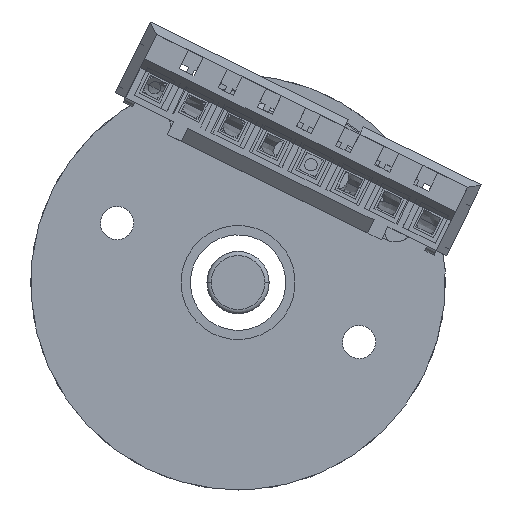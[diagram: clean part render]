
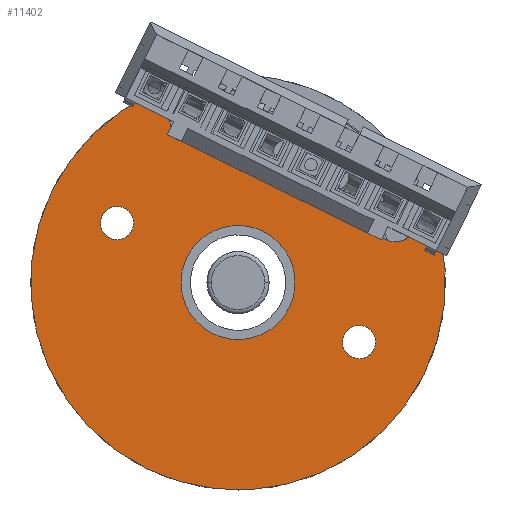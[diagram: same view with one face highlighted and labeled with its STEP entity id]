
A CAD part, front view. The second image highlights one B-rep face of the part: STEP entity #11402.
In plain terms, the highlighted planar face has unit normal (0, -1, 0).
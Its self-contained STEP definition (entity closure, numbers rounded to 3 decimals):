
#55 = CARTESIAN_POINT ( 'NONE',  ( 0., 0., -10. ) ) ;
#270 = CARTESIAN_POINT ( 'NONE',  ( 7.599, 0., -6.5 ) ) ;
#349 = ORIENTED_EDGE ( 'NONE', *, *, #3666, .F. ) ;
#453 = AXIS2_PLACEMENT_3D ( 'NONE', #13853, #5532, #15247 ) ;
#470 = VECTOR ( 'NONE', #6629, 1000. ) ;
#533 = ORIENTED_EDGE ( 'NONE', *, *, #14859, .T. ) ;
#583 = VERTEX_POINT ( 'NONE', #12288 ) ;
#675 = DIRECTION ( 'NONE',  ( 0., 0., -1. ) ) ;
#682 = EDGE_CURVE ( 'NONE', #17170, #15653, #9027, .T. ) ;
#919 = VERTEX_POINT ( 'NONE', #4546 ) ;
#1046 = AXIS2_PLACEMENT_3D ( 'NONE', #4856, #14586, #6281 ) ;
#1072 = CIRCLE ( 'NONE', #13490, 0.8 ) ;
#1179 = CARTESIAN_POINT ( 'NONE',  ( 0., 0., -6.5 ) ) ;
#1222 = CARTESIAN_POINT ( 'NONE',  ( 5., 0., 5.5 ) ) ;
#1534 = VERTEX_POINT ( 'NONE', #5927 ) ;
#1670 = ORIENTED_EDGE ( 'NONE', *, *, #7968, .F. ) ;
#1808 = EDGE_CURVE ( 'NONE', #9536, #13454, #12257, .T. ) ;
#1853 = CARTESIAN_POINT ( 'NONE',  ( 6., 0., -5.5 ) ) ;
#1971 = ORIENTED_EDGE ( 'NONE', *, *, #8608, .T. ) ;
#2046 = ORIENTED_EDGE ( 'NONE', *, *, #3205, .F. ) ;
#2144 = CARTESIAN_POINT ( 'NONE',  ( 0., 0., 5.7 ) ) ;
#2259 = CARTESIAN_POINT ( 'NONE',  ( 2.75, 0., 0. ) ) ;
#2288 = CIRCLE ( 'NONE', #5624, 0.8 ) ;
#2303 = ORIENTED_EDGE ( 'NONE', *, *, #17977, .T. ) ;
#2375 = ORIENTED_EDGE ( 'NONE', *, *, #682, .F. ) ;
#2609 = DIRECTION ( 'NONE',  ( 0., 0., -1. ) ) ;
#2626 = CARTESIAN_POINT ( 'NONE',  ( 0., 0., 0. ) ) ;
#2860 = CARTESIAN_POINT ( 'NONE',  ( 0., 0., 7.3 ) ) ;
#3205 = EDGE_CURVE ( 'NONE', #15653, #17170, #14081, .T. ) ;
#3285 = DIRECTION ( 'NONE',  ( 0., 0., -1. ) ) ;
#3586 = CARTESIAN_POINT ( 'NONE',  ( 0., 0., 6.5 ) ) ;
#3666 = EDGE_CURVE ( 'NONE', #16967, #7976, #9969, .T. ) ;
#3745 = DIRECTION ( 'NONE',  ( 0., 0., -1. ) ) ;
#4040 = DIRECTION ( 'NONE',  ( 0., 0., -1. ) ) ;
#4372 = AXIS2_PLACEMENT_3D ( 'NONE', #1853, #11671, #3285 ) ;
#4546 = CARTESIAN_POINT ( 'NONE',  ( 0., 0., -5.7 ) ) ;
#4765 = VERTEX_POINT ( 'NONE', #6841 ) ;
#4856 = CARTESIAN_POINT ( 'NONE',  ( 6., 0., 5.5 ) ) ;
#4865 = FACE_BOUND ( 'NONE', #6422, .T. ) ;
#5021 = DIRECTION ( 'NONE',  ( 0., 0., -1. ) ) ;
#5532 = DIRECTION ( 'NONE',  ( 0., -1., 0. ) ) ;
#5624 = AXIS2_PLACEMENT_3D ( 'NONE', #1179, #11017, #2609 ) ;
#5637 = VERTEX_POINT ( 'NONE', #12828 ) ;
#5665 = EDGE_LOOP ( 'NONE', ( #349, #15404 ) ) ;
#5725 = ORIENTED_EDGE ( 'NONE', *, *, #13616, .T. ) ;
#5927 = CARTESIAN_POINT ( 'NONE',  ( 0., 0., -7.3 ) ) ;
#6281 = DIRECTION ( 'NONE',  ( 0., 0., -1. ) ) ;
#6422 = EDGE_LOOP ( 'NONE', ( #15874, #17536 ) ) ;
#6629 = DIRECTION ( 'NONE',  ( 0., 0., -1. ) ) ;
#6841 = CARTESIAN_POINT ( 'NONE',  ( 0., 0., 10. ) ) ;
#6904 = CARTESIAN_POINT ( 'NONE',  ( 15., 0., -6.5 ) ) ;
#6962 = EDGE_LOOP ( 'NONE', ( #1670, #1971, #2303, #14877, #7675, #533, #7106, #5725 ) ) ;
#6984 = CARTESIAN_POINT ( 'NONE',  ( 0., 0., -6.5 ) ) ;
#7106 = ORIENTED_EDGE ( 'NONE', *, *, #10363, .F. ) ;
#7209 = DIRECTION ( 'NONE',  ( 0., -1., 0. ) ) ;
#7210 = DIRECTION ( 'NONE',  ( 0., -1., 0. ) ) ;
#7350 = EDGE_CURVE ( 'NONE', #919, #1534, #1072, .T. ) ;
#7675 = ORIENTED_EDGE ( 'NONE', *, *, #15245, .F. ) ;
#7809 = CARTESIAN_POINT ( 'NONE',  ( 0., 0., 0. ) ) ;
#7968 = EDGE_CURVE ( 'NONE', #5637, #8756, #16574, .T. ) ;
#7976 = VERTEX_POINT ( 'NONE', #11481 ) ;
#8254 = AXIS2_PLACEMENT_3D ( 'NONE', #2259, #12118, #3745 ) ;
#8310 = AXIS2_PLACEMENT_3D ( 'NONE', #3586, #13384, #5021 ) ;
#8411 = DIRECTION ( 'NONE',  ( 0., 0., -1. ) ) ;
#8431 = LINE ( 'NONE', #17773, #470 ) ;
#8581 = EDGE_LOOP ( 'NONE', ( #2046, #2375 ) ) ;
#8608 = EDGE_CURVE ( 'NONE', #5637, #4765, #13089, .T. ) ;
#8756 = VERTEX_POINT ( 'NONE', #15137 ) ;
#8761 = EDGE_CURVE ( 'NONE', #7976, #16967, #17883, .T. ) ;
#9027 = CIRCLE ( 'NONE', #8310, 0.8 ) ;
#9052 = FACE_BOUND ( 'NONE', #5665, .T. ) ;
#9128 = DIRECTION ( 'NONE',  ( 0., -1., 0. ) ) ;
#9225 = VECTOR ( 'NONE', #17014, 1000. ) ;
#9229 = DIRECTION ( 'NONE',  ( 0., 0., -1. ) ) ;
#9366 = EDGE_CURVE ( 'NONE', #1534, #919, #2288, .T. ) ;
#9449 = CARTESIAN_POINT ( 'NONE',  ( 5., 0., -5.5 ) ) ;
#9536 = VERTEX_POINT ( 'NONE', #55 ) ;
#9969 = CIRCLE ( 'NONE', #10791, 2.75 ) ;
#10063 = AXIS2_PLACEMENT_3D ( 'NONE', #2626, #12418, #4040 ) ;
#10363 = EDGE_CURVE ( 'NONE', #11682, #14322, #8431, .T. ) ;
#10751 = PLANE ( 'NONE',  #8254 ) ;
#10791 = AXIS2_PLACEMENT_3D ( 'NONE', #15525, #7209, #16930 ) ;
#10857 = CARTESIAN_POINT ( 'NONE',  ( 0., 0., -2.75 ) ) ;
#10876 = LINE ( 'NONE', #6904, #14529 ) ;
#11017 = DIRECTION ( 'NONE',  ( 0., -1., 0. ) ) ;
#11160 = AXIS2_PLACEMENT_3D ( 'NONE', #7809, #17530, #9229 ) ;
#11331 = CIRCLE ( 'NONE', #1046, 1. ) ;
#11402 = ADVANCED_FACE ( 'NONE', ( #11862, #4865, #15534, #9052 ), #10751, .T. ) ;
#11481 = CARTESIAN_POINT ( 'NONE',  ( 0., 0., 2.75 ) ) ;
#11671 = DIRECTION ( 'NONE',  ( 0., 1., 0. ) ) ;
#11682 = VERTEX_POINT ( 'NONE', #1222 ) ;
#11862 = FACE_BOUND ( 'NONE', #8581, .T. ) ;
#12118 = DIRECTION ( 'NONE',  ( 0., -1., 0. ) ) ;
#12161 = AXIS2_PLACEMENT_3D ( 'NONE', #17431, #9128, #675 ) ;
#12257 = CIRCLE ( 'NONE', #10063, 10. ) ;
#12288 = CARTESIAN_POINT ( 'NONE',  ( 6., 0., -6.5 ) ) ;
#12418 = DIRECTION ( 'NONE',  ( 0., -1., 0. ) ) ;
#12828 = CARTESIAN_POINT ( 'NONE',  ( 7.599, 0., 6.5 ) ) ;
#13089 = CIRCLE ( 'NONE', #11160, 10. ) ;
#13384 = DIRECTION ( 'NONE',  ( 0., -1., 0. ) ) ;
#13454 = VERTEX_POINT ( 'NONE', #270 ) ;
#13490 = AXIS2_PLACEMENT_3D ( 'NONE', #6984, #16700, #8411 ) ;
#13616 = EDGE_CURVE ( 'NONE', #11682, #8756, #11331, .T. ) ;
#13853 = CARTESIAN_POINT ( 'NONE',  ( 0., 0., 0. ) ) ;
#13903 = CIRCLE ( 'NONE', #12161, 10. ) ;
#14081 = CIRCLE ( 'NONE', #14214, 0.8 ) ;
#14214 = AXIS2_PLACEMENT_3D ( 'NONE', #15527, #7210, #16934 ) ;
#14322 = VERTEX_POINT ( 'NONE', #9449 ) ;
#14529 = VECTOR ( 'NONE', #18052, 1000. ) ;
#14586 = DIRECTION ( 'NONE',  ( 0., 1., 0. ) ) ;
#14859 = EDGE_CURVE ( 'NONE', #583, #14322, #17395, .T. ) ;
#14877 = ORIENTED_EDGE ( 'NONE', *, *, #1808, .T. ) ;
#15137 = CARTESIAN_POINT ( 'NONE',  ( 6., 0., 6.5 ) ) ;
#15245 = EDGE_CURVE ( 'NONE', #583, #13454, #10876, .T. ) ;
#15247 = DIRECTION ( 'NONE',  ( 0., 0., -1. ) ) ;
#15404 = ORIENTED_EDGE ( 'NONE', *, *, #8761, .F. ) ;
#15525 = CARTESIAN_POINT ( 'NONE',  ( 0., 0., 0. ) ) ;
#15527 = CARTESIAN_POINT ( 'NONE',  ( 0., 0., 6.5 ) ) ;
#15534 = FACE_OUTER_BOUND ( 'NONE', #6962, .T. ) ;
#15587 = CARTESIAN_POINT ( 'NONE',  ( 15., 0., 6.5 ) ) ;
#15653 = VERTEX_POINT ( 'NONE', #2144 ) ;
#15874 = ORIENTED_EDGE ( 'NONE', *, *, #9366, .F. ) ;
#16574 = LINE ( 'NONE', #15587, #9225 ) ;
#16700 = DIRECTION ( 'NONE',  ( 0., -1., 0. ) ) ;
#16930 = DIRECTION ( 'NONE',  ( 0., 0., -1. ) ) ;
#16934 = DIRECTION ( 'NONE',  ( 0., 0., -1. ) ) ;
#16967 = VERTEX_POINT ( 'NONE', #10857 ) ;
#17014 = DIRECTION ( 'NONE',  ( -1., 0., 0. ) ) ;
#17170 = VERTEX_POINT ( 'NONE', #2860 ) ;
#17395 = CIRCLE ( 'NONE', #4372, 1. ) ;
#17431 = CARTESIAN_POINT ( 'NONE',  ( 0., 0., 0. ) ) ;
#17530 = DIRECTION ( 'NONE',  ( 0., -1., 0. ) ) ;
#17536 = ORIENTED_EDGE ( 'NONE', *, *, #7350, .F. ) ;
#17773 = CARTESIAN_POINT ( 'NONE',  ( 5., 0., -6.5 ) ) ;
#17883 = CIRCLE ( 'NONE', #453, 2.75 ) ;
#17977 = EDGE_CURVE ( 'NONE', #4765, #9536, #13903, .T. ) ;
#18052 = DIRECTION ( 'NONE',  ( 1., 0., 0. ) ) ;
